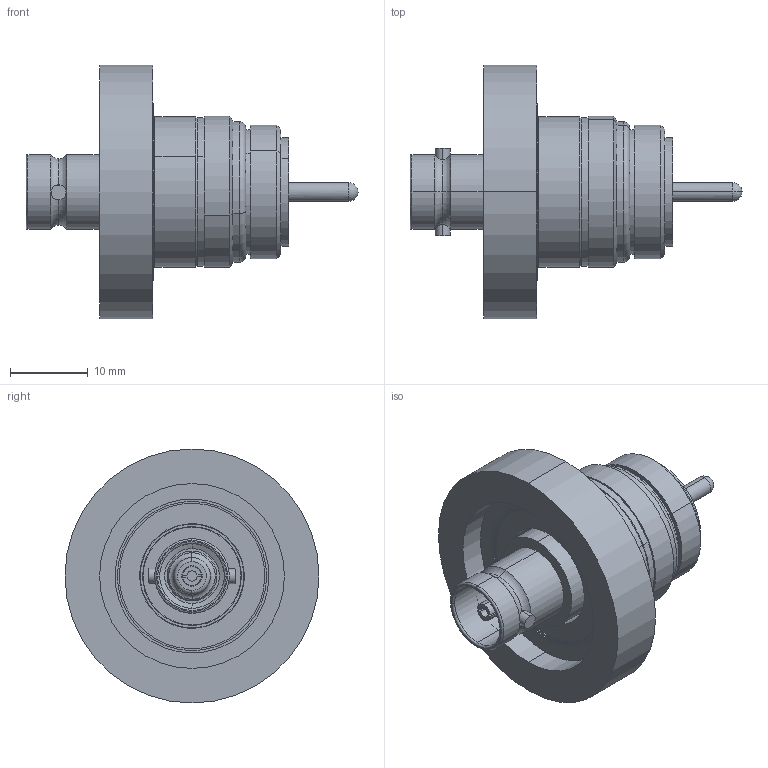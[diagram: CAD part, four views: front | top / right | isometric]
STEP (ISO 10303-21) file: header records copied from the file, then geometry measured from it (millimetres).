
FILE_DESCRIPTION (( 'STEP AP203' ), '1' );
FILE_NAME ('A0303-1-W.STEP', '2012-06-06T14:10:57', ( '' ), ( '' ), 'SwSTEP 2.0', 'SolidWorks 2012', '' );
FILE_SCHEMA (( 'CONFIG_CONTROL_DESIGN' ));
Length unit declared in the file: inch
Products named in the file (1): A0303-1-W
Bounding box: 42.67 x 32.64 x 32.64 mm (x, y, z)
Volume: 7457 mm3; surface area: 8557.4 mm2
Topology: 1 solids, 4 shells, 188 faces, 402 edges, 248 vertices
Faces by surface type: cylinder 95, plane 43, cone 26, torus 22, sphere 2
Entity records: 5496 total; most frequent: CARTESIAN_POINT 1153, DIRECTION 1019, ORIENTED_EDGE 796, AXIS2_PLACEMENT_3D 442, EDGE_CURVE 398, CIRCLE 253, VERTEX_POINT 246, EDGE_LOOP 222
